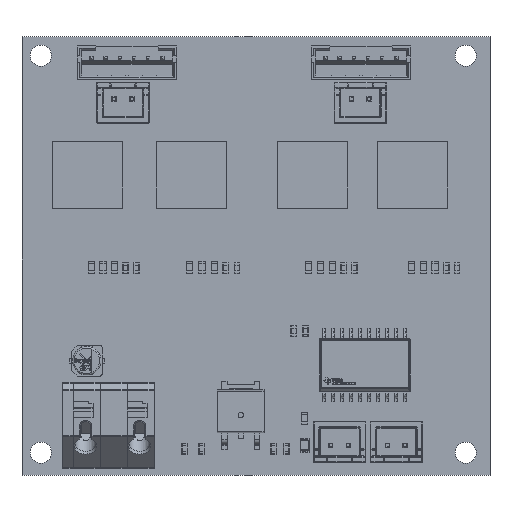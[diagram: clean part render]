
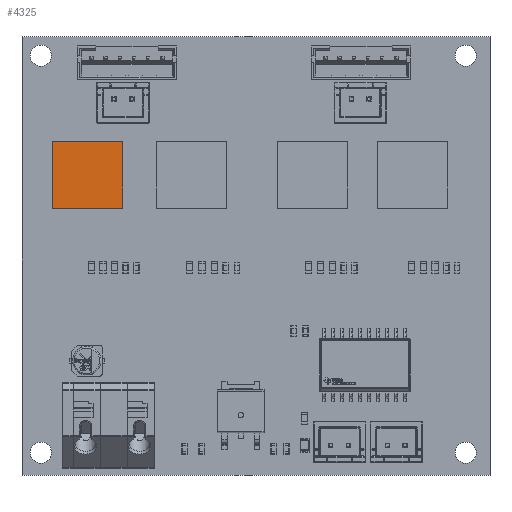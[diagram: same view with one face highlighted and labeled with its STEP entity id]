
A CAD part, top view. The second image highlights one B-rep face of the part: STEP entity #4325.
In plain terms, the highlighted planar face has unit normal (0, 0, 1).
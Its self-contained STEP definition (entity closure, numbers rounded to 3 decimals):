
#4196 = VERTEX_POINT('',#4197);
#4197 = CARTESIAN_POINT('',(4.95,-4.7,4.4));
#4203 = EDGE_CURVE('',#4196,#4204,#4206,.T.);
#4204 = VERTEX_POINT('',#4205);
#4205 = CARTESIAN_POINT('',(-4.95,-4.7,4.4));
#4206 = LINE('',#4207,#4208);
#4207 = CARTESIAN_POINT('',(4.95,-4.7,4.4));
#4208 = VECTOR('',#4209,1.);
#4209 = DIRECTION('',(-1.,0.,0.));
#4234 = EDGE_CURVE('',#4204,#4235,#4237,.T.);
#4235 = VERTEX_POINT('',#4236);
#4236 = CARTESIAN_POINT('',(-4.95,4.7,4.4));
#4237 = LINE('',#4238,#4239);
#4238 = CARTESIAN_POINT('',(-4.95,-4.7,4.4));
#4239 = VECTOR('',#4240,1.);
#4240 = DIRECTION('',(0.,1.,0.));
#4265 = EDGE_CURVE('',#4235,#4266,#4268,.T.);
#4266 = VERTEX_POINT('',#4267);
#4267 = CARTESIAN_POINT('',(4.95,4.7,4.4));
#4268 = LINE('',#4269,#4270);
#4269 = CARTESIAN_POINT('',(-4.95,4.7,4.4));
#4270 = VECTOR('',#4271,1.);
#4271 = DIRECTION('',(1.,0.,0.));
#4296 = EDGE_CURVE('',#4266,#4196,#4297,.T.);
#4297 = LINE('',#4298,#4299);
#4298 = CARTESIAN_POINT('',(4.95,4.7,4.4));
#4299 = VECTOR('',#4300,1.);
#4300 = DIRECTION('',(0.,-1.,0.));
#4325 = ADVANCED_FACE('',(#4326),#4332,.F.);
#4326 = FACE_BOUND('',#4327,.F.);
#4327 = EDGE_LOOP('',(#4328,#4329,#4330,#4331));
#4328 = ORIENTED_EDGE('',*,*,#4203,.T.);
#4329 = ORIENTED_EDGE('',*,*,#4234,.T.);
#4330 = ORIENTED_EDGE('',*,*,#4265,.T.);
#4331 = ORIENTED_EDGE('',*,*,#4296,.T.);
#4332 = PLANE('',#4333);
#4333 = AXIS2_PLACEMENT_3D('',#4334,#4335,#4336);
#4334 = CARTESIAN_POINT('',(0.,0.,
    4.4));
#4335 = DIRECTION('',(-0.,-0.,-1.));
#4336 = DIRECTION('',(-1.,0.,0.));
